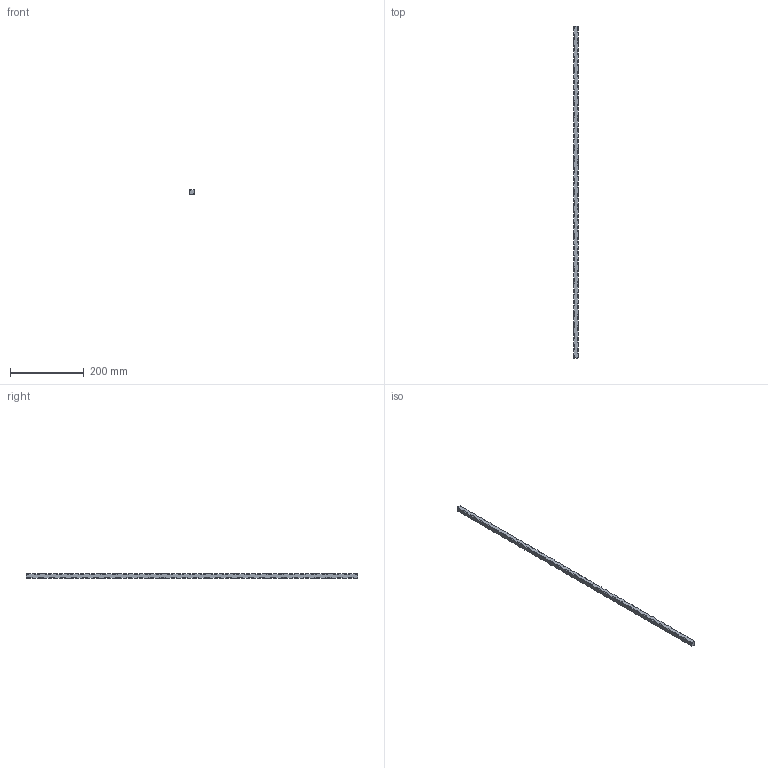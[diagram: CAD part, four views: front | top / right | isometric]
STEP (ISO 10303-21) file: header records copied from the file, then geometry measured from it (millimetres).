
FILE_DESCRIPTION (( 'STEP AP203' ), '1' );
FILE_NAME ('1106.STEP', '2023-05-15T08:50:38', ( '' ), ( '' ), 'SwSTEP 2.0', 'SolidWorks 2018', '' );
FILE_SCHEMA (( 'CONFIG_CONTROL_DESIGN' ));
Length unit declared in the file: millimetre
Products named in the file (1): 1106
Bounding box: 12 x 900 x 12 mm (x, y, z)
Volume: 123205 mm3; surface area: 41893.9 mm2
Topology: 1 solids, 1 shells, 323 faces, 1147 edges, 604 vertices
Faces by surface type: torus 122, plane 115, bspline 86
Entity records: 14466 total; most frequent: CARTESIAN_POINT 6393, ORIENTED_EDGE 1814, DIRECTION 1459, EDGE_CURVE 907, VERTEX_POINT 604, VECTOR 487, LINE 487, AXIS2_PLACEMENT_3D 486
